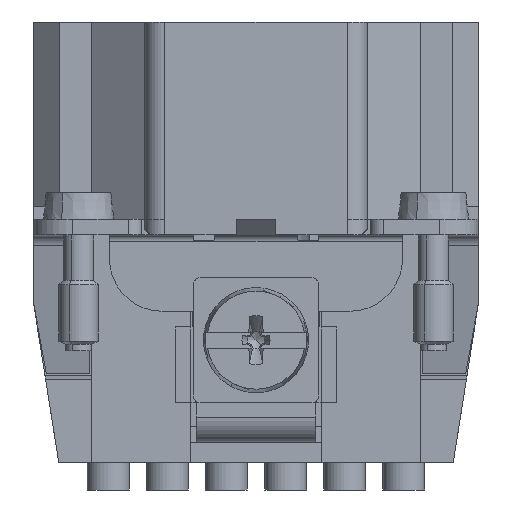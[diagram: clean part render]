
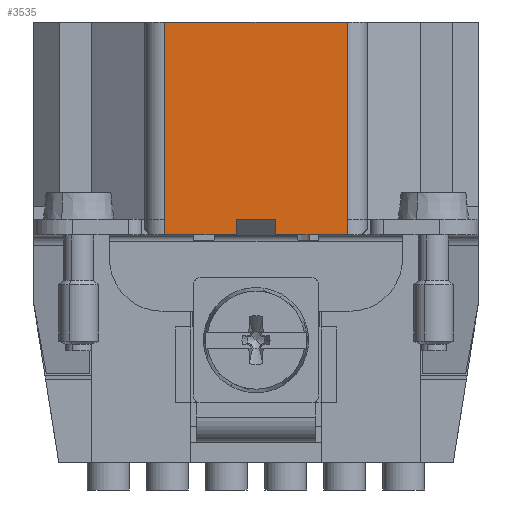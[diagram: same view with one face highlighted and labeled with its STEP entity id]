
A CAD part, front view. The second image highlights one B-rep face of the part: STEP entity #3535.
In plain terms, the highlighted planar face has unit normal (0, -1, 0).
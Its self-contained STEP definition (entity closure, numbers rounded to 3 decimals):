
#3481=AXIS2_PLACEMENT_3D('Plane Axis2P3D',#3478,#3479,#3480) ;
#2864=CARTESIAN_POINT('Line Origine',(21.175,0.3,19.4)) ;
#2868=CARTESIAN_POINT('Vertex',(23.9,0.3,19.4)) ;
#2870=CARTESIAN_POINT('Vertex',(18.45,0.3,19.4)) ;
#3040=CARTESIAN_POINT('Line Origine',(18.45,0.3,20.)) ;
#3044=CARTESIAN_POINT('Vertex',(18.45,0.3,20.6)) ;
#3443=CARTESIAN_POINT('Vertex',(15.45,0.3,20.6)) ;
#3446=CARTESIAN_POINT('Line Origine',(15.45,0.3,20.)) ;
#3450=CARTESIAN_POINT('Vertex',(15.45,0.3,19.4)) ;
#3466=CARTESIAN_POINT('Line Origine',(16.95,0.3,20.6)) ;
#3478=CARTESIAN_POINT('Axis2P3D Location',(16.95,0.3,35.6)) ;
#3483=CARTESIAN_POINT('Line Origine',(23.9,0.3,28.1)) ;
#3487=CARTESIAN_POINT('Vertex',(23.9,0.3,20.6)) ;
#3489=CARTESIAN_POINT('Vertex',(23.9,0.3,35.6)) ;
#3492=CARTESIAN_POINT('Line Origine',(16.95,0.3,35.6)) ;
#3496=CARTESIAN_POINT('Vertex',(10.,0.3,35.6)) ;
#3499=CARTESIAN_POINT('Line Origine',(10.,0.3,28.1)) ;
#3503=CARTESIAN_POINT('Vertex',(10.,0.3,20.6)) ;
#3506=CARTESIAN_POINT('Line Origine',(10.,0.3,20.)) ;
#3510=CARTESIAN_POINT('Vertex',(10.,0.3,19.4)) ;
#3513=CARTESIAN_POINT('Line Origine',(12.725,0.3,19.4)) ;
#3518=CARTESIAN_POINT('Line Origine',(23.9,0.3,20.)) ;
#2865=DIRECTION('Vector Direction',(-1.,0.,0.)) ;
#3041=DIRECTION('Vector Direction',(0.,0.,1.)) ;
#3447=DIRECTION('Vector Direction',(0.,0.,1.)) ;
#3467=DIRECTION('Vector Direction',(1.,0.,0.)) ;
#3479=DIRECTION('Axis2P3D Direction',(0.,1.,0.)) ;
#3480=DIRECTION('Axis2P3D XDirection',(0.,0.,-1.)) ;
#3484=DIRECTION('Vector Direction',(0.,0.,1.)) ;
#3493=DIRECTION('Vector Direction',(-1.,0.,0.)) ;
#3500=DIRECTION('Vector Direction',(0.,0.,1.)) ;
#3507=DIRECTION('Vector Direction',(0.,0.,1.)) ;
#3514=DIRECTION('Vector Direction',(-1.,0.,0.)) ;
#3519=DIRECTION('Vector Direction',(0.,0.,1.)) ;
#2866=VECTOR('Line Direction',#2865,1.) ;
#3042=VECTOR('Line Direction',#3041,1.) ;
#3448=VECTOR('Line Direction',#3447,1.) ;
#3468=VECTOR('Line Direction',#3467,1.) ;
#3485=VECTOR('Line Direction',#3484,1.) ;
#3494=VECTOR('Line Direction',#3493,1.) ;
#3501=VECTOR('Line Direction',#3500,1.) ;
#3508=VECTOR('Line Direction',#3507,1.) ;
#3515=VECTOR('Line Direction',#3514,1.) ;
#3520=VECTOR('Line Direction',#3519,1.) ;
#3524=ORIENTED_EDGE('',*,*,#3491,.T.) ;
#3525=ORIENTED_EDGE('',*,*,#3498,.T.) ;
#3526=ORIENTED_EDGE('',*,*,#3505,.F.) ;
#3527=ORIENTED_EDGE('',*,*,#3512,.F.) ;
#3528=ORIENTED_EDGE('',*,*,#3517,.F.) ;
#3529=ORIENTED_EDGE('',*,*,#3452,.T.) ;
#3530=ORIENTED_EDGE('',*,*,#3470,.T.) ;
#3531=ORIENTED_EDGE('',*,*,#3046,.F.) ;
#3532=ORIENTED_EDGE('',*,*,#2872,.F.) ;
#3533=ORIENTED_EDGE('',*,*,#3522,.T.) ;
#3535=ADVANCED_FACE('Hauptk\X2\00F6\X0\rper',(#3534),#3482,.F.) ;
#2872=EDGE_CURVE('',#2869,#2871,#2867,.T.) ;
#3046=EDGE_CURVE('',#2871,#3045,#3043,.T.) ;
#3452=EDGE_CURVE('',#3451,#3444,#3449,.T.) ;
#3470=EDGE_CURVE('',#3444,#3045,#3469,.T.) ;
#3491=EDGE_CURVE('',#3488,#3490,#3486,.T.) ;
#3498=EDGE_CURVE('',#3490,#3497,#3495,.T.) ;
#3505=EDGE_CURVE('',#3504,#3497,#3502,.T.) ;
#3512=EDGE_CURVE('',#3511,#3504,#3509,.T.) ;
#3517=EDGE_CURVE('',#3451,#3511,#3516,.T.) ;
#3522=EDGE_CURVE('',#2869,#3488,#3521,.T.) ;
#3523=EDGE_LOOP('',(#3524,#3525,#3526,#3527,#3528,#3529,#3530,#3531,#3532,#3533)) ;
#3534=FACE_OUTER_BOUND('',#3523,.T.) ;
#2867=LINE('Line',#2864,#2866) ;
#3043=LINE('Line',#3040,#3042) ;
#3449=LINE('Line',#3446,#3448) ;
#3469=LINE('Line',#3466,#3468) ;
#3486=LINE('Line',#3483,#3485) ;
#3495=LINE('Line',#3492,#3494) ;
#3502=LINE('Line',#3499,#3501) ;
#3509=LINE('Line',#3506,#3508) ;
#3516=LINE('Line',#3513,#3515) ;
#3521=LINE('Line',#3518,#3520) ;
#3482=PLANE('',#3481) ;
#2869=VERTEX_POINT('',#2868) ;
#2871=VERTEX_POINT('',#2870) ;
#3045=VERTEX_POINT('',#3044) ;
#3444=VERTEX_POINT('',#3443) ;
#3451=VERTEX_POINT('',#3450) ;
#3488=VERTEX_POINT('',#3487) ;
#3490=VERTEX_POINT('',#3489) ;
#3497=VERTEX_POINT('',#3496) ;
#3504=VERTEX_POINT('',#3503) ;
#3511=VERTEX_POINT('',#3510) ;
